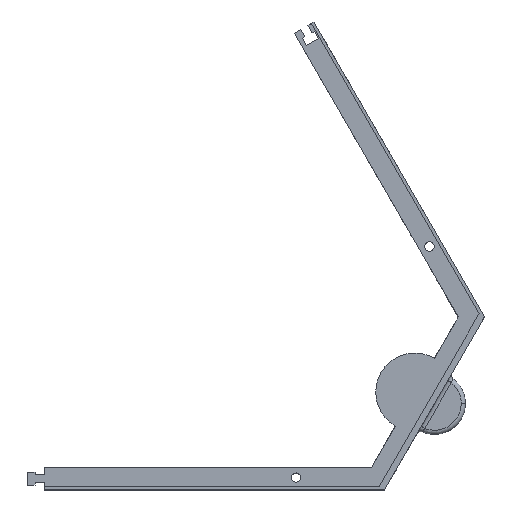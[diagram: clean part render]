
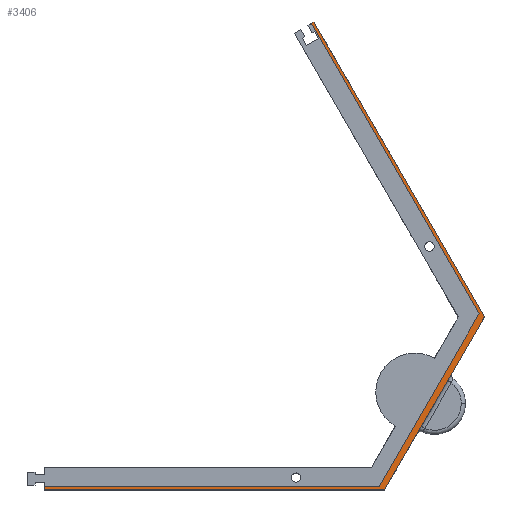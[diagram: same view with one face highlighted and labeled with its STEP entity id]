
A CAD part, top view. The second image highlights one B-rep face of the part: STEP entity #3406.
In plain terms, the highlighted planar face has unit normal (0, 0, 1).
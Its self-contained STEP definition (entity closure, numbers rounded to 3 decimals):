
#52 = EDGE_CURVE ( 'NONE', #1297, #2656, #4449, .T. ) ;
#129 = VECTOR ( 'NONE', #2060, 1000. ) ;
#145 = CARTESIAN_POINT ( 'NONE',  ( 0.135, -0.019, 20. ) ) ;
#392 = EDGE_CURVE ( 'NONE', #3145, #3691, #2548, .T. ) ;
#554 = VECTOR ( 'NONE', #1265, 1000. ) ;
#584 = CARTESIAN_POINT ( 'NONE',  ( 124.118, -71.668, 20. ) ) ;
#702 = DIRECTION ( 'NONE',  ( 1., 0., 0. ) ) ;
#715 = CARTESIAN_POINT ( 'NONE',  ( 165.5, 0., 20. ) ) ;
#723 = VECTOR ( 'NONE', #1788, 1000. ) ;
#775 = CARTESIAN_POINT ( 'NONE',  ( 0.135, 1.5, 20. ) ) ;
#880 = VECTOR ( 'NONE', #2292, 1000. ) ;
#907 = VECTOR ( 'NONE', #1294, 1000. ) ;
#926 = VECTOR ( 'NONE', #1313, 1000. ) ;
#985 = LINE ( 'NONE', #4917, #907 ) ;
#1217 = VERTEX_POINT ( 'NONE', #4685 ) ;
#1265 = DIRECTION ( 'NONE',  ( -0.5, 0.866, 0. ) ) ;
#1294 = DIRECTION ( 'NONE',  ( 1., 0., 0. ) ) ;
#1297 = VERTEX_POINT ( 'NONE', #4393 ) ;
#1313 = DIRECTION ( 'NONE',  ( -0.866, -0.5, 0. ) ) ;
#1444 = LINE ( 'NONE', #3804, #3341 ) ;
#1617 = ORIENTED_EDGE ( 'NONE', *, *, #5059, .T. ) ;
#1681 = FACE_OUTER_BOUND ( 'NONE', #4210, .T. ) ;
#1747 = ORIENTED_EDGE ( 'NONE', *, *, #4333, .F. ) ;
#1788 = DIRECTION ( 'NONE',  ( -0.5, 0.866, 0. ) ) ;
#1869 = VERTEX_POINT ( 'NONE', #4566 ) ;
#1905 = ORIENTED_EDGE ( 'NONE', *, *, #4552, .F. ) ;
#2060 = DIRECTION ( 'NONE',  ( -0.5, -0.866, 0. ) ) ;
#2073 = EDGE_CURVE ( 'NONE', #1297, #2269, #3248, .T. ) ;
#2089 = VECTOR ( 'NONE', #2939, 1000. ) ;
#2149 = DIRECTION ( 'NONE',  ( 1., 0., 0. ) ) ;
#2269 = VERTEX_POINT ( 'NONE', #4241 ) ;
#2292 = DIRECTION ( 'NONE',  ( 0.5, 0.866, 0. ) ) ;
#2486 = CARTESIAN_POINT ( 'NONE',  ( 131.316, 227.29, 20. ) ) ;
#2548 = LINE ( 'NONE', #145, #2089 ) ;
#2570 = ORIENTED_EDGE ( 'NONE', *, *, #392, .F. ) ;
#2574 = CARTESIAN_POINT ( 'NONE',  ( 48.5, 367.654, 20. ) ) ;
#2630 = VERTEX_POINT ( 'NONE', #3510 ) ;
#2656 = VERTEX_POINT ( 'NONE', #715 ) ;
#2939 = DIRECTION ( 'NONE',  ( 0., 1., 0. ) ) ;
#3145 = VERTEX_POINT ( 'NONE', #3994 ) ;
#3238 = AXIS2_PLACEMENT_3D ( 'NONE', #4144, #4945, #2149 ) ;
#3248 = LINE ( 'NONE', #4842, #554 ) ;
#3300 = EDGE_CURVE ( 'NONE', #3145, #2656, #985, .T. ) ;
#3341 = VECTOR ( 'NONE', #702, 1000. ) ;
#3406 = ADVANCED_FACE ( 'NONE', ( #1681 ), #4482, .T. ) ;
#3510 = CARTESIAN_POINT ( 'NONE',  ( 211.406, 85.502, 20. ) ) ;
#3583 = ORIENTED_EDGE ( 'NONE', *, *, #4664, .F. ) ;
#3668 = LINE ( 'NONE', #2486, #926 ) ;
#3691 = VERTEX_POINT ( 'NONE', #775 ) ;
#3804 = CARTESIAN_POINT ( 'NONE',  ( -162.902, 1.5, 20. ) ) ;
#3892 = LINE ( 'NONE', #4676, #880 ) ;
#3994 = CARTESIAN_POINT ( 'NONE',  ( 0.135, 0., 20. ) ) ;
#4144 = CARTESIAN_POINT ( 'NONE',  ( 0., 0., 20. ) ) ;
#4210 = EDGE_LOOP ( 'NONE', ( #4315, #1617, #1905, #1747, #3583, #2570, #4699, #5107 ) ) ;
#4241 = CARTESIAN_POINT ( 'NONE',  ( 131.284, 227.272, 20. ) ) ;
#4315 = ORIENTED_EDGE ( 'NONE', *, *, #2073, .T. ) ;
#4333 = EDGE_CURVE ( 'NONE', #1869, #2630, #3892, .T. ) ;
#4393 = CARTESIAN_POINT ( 'NONE',  ( 214.004, 84.002, 20. ) ) ;
#4449 = LINE ( 'NONE', #584, #129 ) ;
#4482 = PLANE ( 'NONE',  #3238 ) ;
#4552 = EDGE_CURVE ( 'NONE', #2630, #1217, #4589, .T. ) ;
#4566 = CARTESIAN_POINT ( 'NONE',  ( 162.902, 1.5, 20. ) ) ;
#4589 = LINE ( 'NONE', #2574, #723 ) ;
#4664 = EDGE_CURVE ( 'NONE', #3691, #1869, #1444, .T. ) ;
#4676 = CARTESIAN_POINT ( 'NONE',  ( 211.406, 85.502, 20. ) ) ;
#4685 = CARTESIAN_POINT ( 'NONE',  ( 129.985, 226.522, 20. ) ) ;
#4699 = ORIENTED_EDGE ( 'NONE', *, *, #3300, .T. ) ;
#4842 = CARTESIAN_POINT ( 'NONE',  ( 196.875, 113.669, 20. ) ) ;
#4917 = CARTESIAN_POINT ( 'NONE',  ( 0., 0., 20. ) ) ;
#4945 = DIRECTION ( 'NONE',  ( 0., 0., 1. ) ) ;
#5059 = EDGE_CURVE ( 'NONE', #2269, #1217, #3668, .T. ) ;
#5107 = ORIENTED_EDGE ( 'NONE', *, *, #52, .F. ) ;
